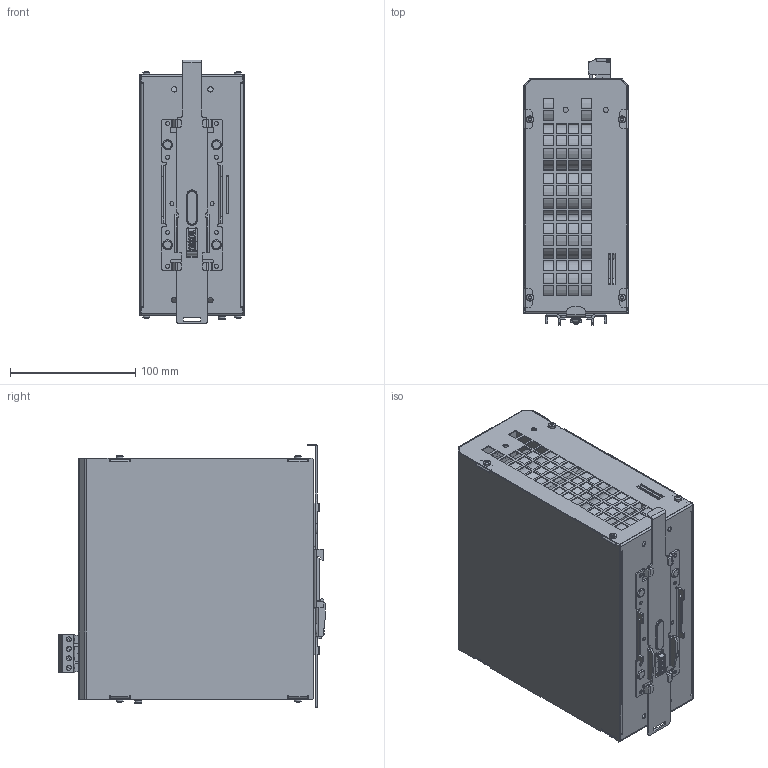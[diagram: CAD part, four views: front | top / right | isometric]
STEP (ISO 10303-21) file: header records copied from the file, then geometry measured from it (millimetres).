
FILE_DESCRIPTION(/* description */ (''),/* implementation_level */ '2;1');
FILE_NAME(/* name */ 'CEM24-16.stp',/* time_stamp */ '2023-06-13T15:40:59-04:00',/* author */ ('altec'),/* organization */ (''),/* preprocessor_version */ 'ST-DEVELOPER v19.2',/* originating_system */ 'Autodesk Inventor 2024',/* authorisation */ '');
FILE_SCHEMA (('AUTOMOTIVE_DESIGN { 1 0 10303 214 3 1 1 }'));
Products named in the file (17): CEM24-16; 0746G10Z10; 0748G02Z05-130115; 0748G02 _1; 0748G02 _2; User Library-Terminal keystone 7700; PC 4/ 4-G-7,62; DIN7981 2,9x6,5 ; DIN6900 M3x6-gvz; 1970G01001-7000; 1970G01001-5001; VD176; 1970G01001-7002; 0748G02Z03-130115; PC4/4-ST-7.62; 0748G02001-Niet; C-TEC Altech Logo
Assembly tree (26 placements, depth 3):
  CEM24-16
    0746G10Z10
    0748G02Z05-130115
    0748G02 _1
      0748G02 _2
      User Library-Terminal keystone 7700
      PC 4/ 4-G-7,62
    DIN7981 2,9x6,5   x8
    DIN6900 M3x6-gvz
    1970G01001-7000
      1970G01001-5001
      VD176
      1970G01001-7002
    0748G02Z03-130115
    PC4/4-ST-7.62
    0748G02001-Niet  x4
    C-TEC Altech Logo
Bounding box: 83.7 x 213.32 x 211 mm (x, y, z)
Volume: 1301725.8 mm3; surface area: 523643.5 mm2
Topology: 43 solids, 43 shells, 3651 faces, 9692 edges, 6317 vertices
Faces by surface type: plane 2340, cylinder 684, bspline 490, cone 81, torus 35, sphere 21
Full cylindrical faces by diameter (mm): 0.457 x2, 1.3 x8, 2.5 x8, 2.693 x9, 2.75 x1, 2.8 x1, 3 x9, 3.2 x24, 3.8 x4, 4 x8, 4.2 x20, 5.6 x9, 7 x1, 8 x4, 35 x18
Entity records: 117064 total; most frequent: CARTESIAN_POINT 30159, ORIENTED_EDGE 18308, DIRECTION 15275, EDGE_CURVE 9154, LINE 6887, VECTOR 6887, VERTEX_POINT 5974, AXIS2_PLACEMENT_3D 4194
